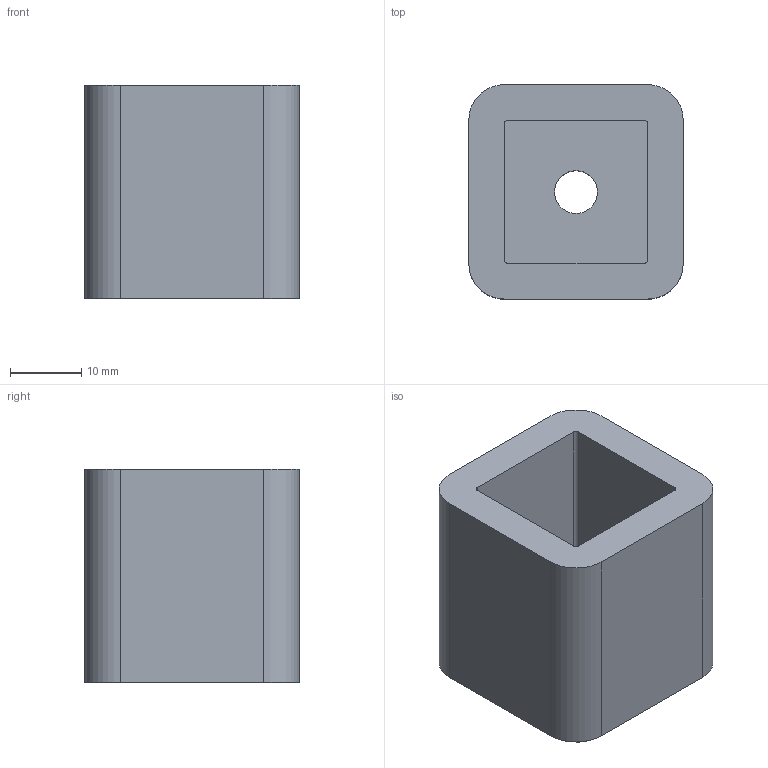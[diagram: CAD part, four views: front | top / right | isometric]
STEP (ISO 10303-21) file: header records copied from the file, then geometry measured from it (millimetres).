
FILE_DESCRIPTION (( 'STEP AP214' ), '1' );
FILE_NAME ('M5 Tap Guide.STEP', '2024-08-12T15:07:20', ( '' ), ( '' ), 'SwSTEP 2.0', 'SolidWorks 2024', '' );
FILE_SCHEMA (( 'AUTOMOTIVE_DESIGN' ));
Length unit declared in the file: millimetre
Products named in the file (1): M5 Tap Guide
Bounding box: 30.1 x 30.1 x 30 mm (x, y, z)
Volume: 18166 mm3; surface area: 6909.2 mm2
Topology: 1 solids, 1 shells, 97 faces, 252 edges, 165 vertices
Faces by surface type: plane 59, bspline 24, cylinder 9, cone 5
Full cylindrical faces by diameter (mm): 6 x1
Entity records: 4230 total; most frequent: CARTESIAN_POINT 1977, ORIENTED_EDGE 500, DIRECTION 373, EDGE_CURVE 250, VECTOR 179, LINE 179, VERTEX_POINT 165, EDGE_LOOP 109
